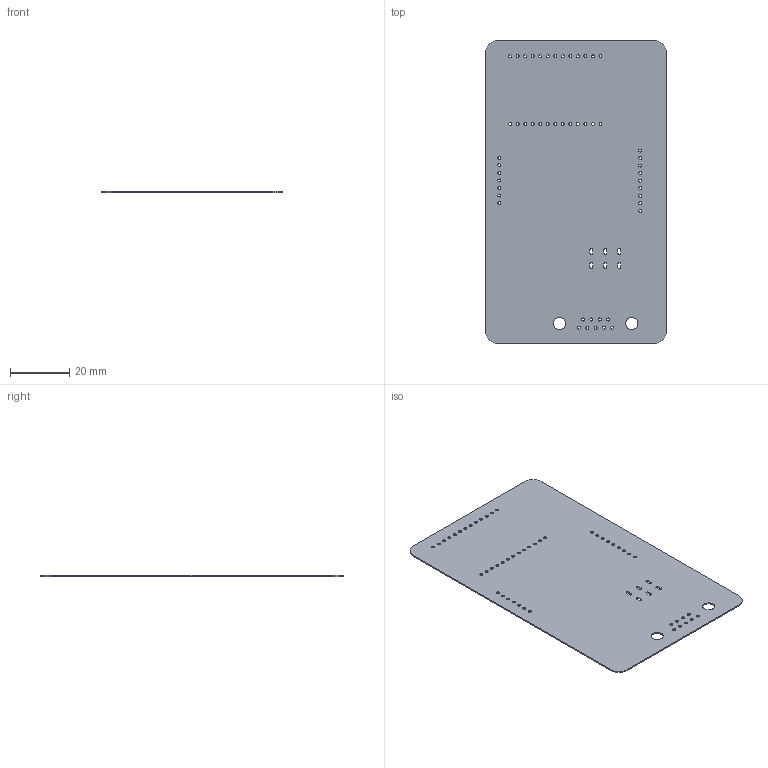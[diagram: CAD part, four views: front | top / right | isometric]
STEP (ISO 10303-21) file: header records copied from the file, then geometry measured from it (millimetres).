
FILE_DESCRIPTION(('Open CASCADE Model'),'2;1');
FILE_NAME('Open CASCADE Shape Model','2025-05-23T17:04:40',('Author'),( 'Open CASCADE'),'Open CASCADE STEP processor 7.5','Open CASCADE 7.5' ,'Unknown');
FILE_SCHEMA(('AUTOMOTIVE_DESIGN { 1 0 10303 214 1 1 1 1 }'));
Length unit declared in the file: millimetre
Products named in the file (1): Open CASCADE STEP translator 7.5 364
Bounding box: 61 x 102 x 0.41 mm (x, y, z)
Volume: 2522.1 mm3; surface area: 12480.4 mm2
Topology: 1 solids, 1 shells, 87 faces, 255 edges, 170 vertices
Faces by surface type: cylinder 69, plane 18
Full cylindrical faces by diameter (mm): 1 x35, 1.016 x9, 1.02 x7, 4.114 x2
Entity records: 3222 total; most frequent: DIRECTION 569, CARTESIAN_POINT 513, ORIENTED_EDGE 510, EDGE_CURVE 255, AXIS2_PLACEMENT_3D 226, FACE_BOUND 205, EDGE_LOOP 205, VERTEX_POINT 170
